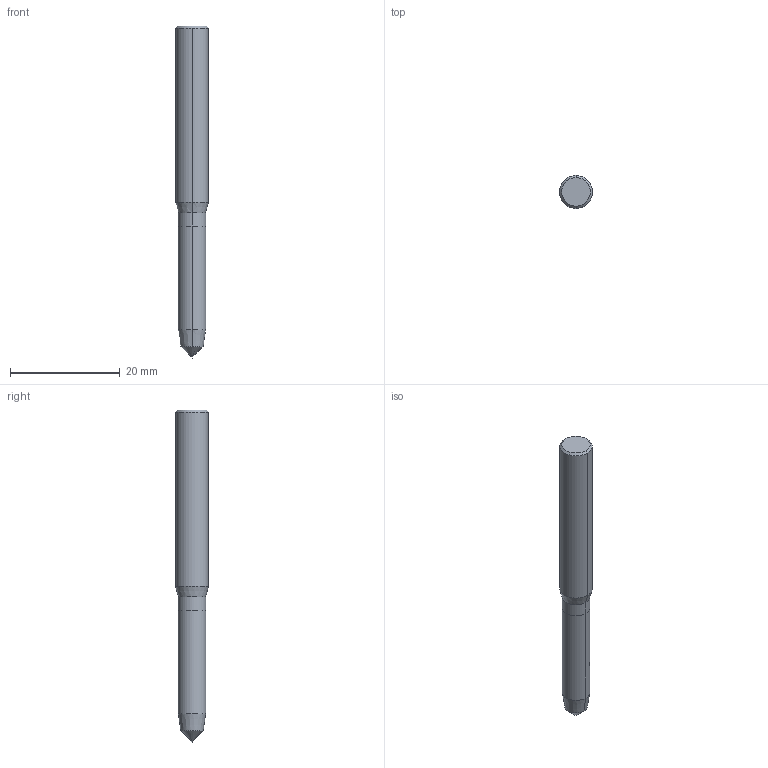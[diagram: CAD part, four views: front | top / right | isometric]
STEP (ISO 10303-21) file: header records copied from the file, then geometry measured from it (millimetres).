
FILE_DESCRIPTION(('no description'),'unknown implementation level');
FILE_NAME('solidJrGZ75Ufe1NfpTtoPvYzGmnF1co_1.STP',' ',('CIMSOURCE GmbH'),('CADClick - KiM GmbH - www.kimweb.de'),'unknown preprocess','ACIS','unknown authorization');
FILE_SCHEMA(('automotive_design'));
Length unit declared in the file: millimetre
Products named in the file (2): 1; 2
Bounding box: 6 x 6 x 60.5 mm (x, y, z)
Volume: 1430.4 mm3; surface area: 1547.1 mm2
Topology: 2 solids, 2 shells, 27 faces, 54 edges, 29 vertices
Faces by surface type: cone 14, cylinder 10, plane 3
Entity records: 1364 total; most frequent: DIRECTION 144, CARTESIAN_POINT 113, STYLED_ITEM 110, PRESENTATION_STYLE_ASSIGNMENT 110, COLOUR_RGB 110, ORIENTED_EDGE 104, AXIS2_PLACEMENT_3D 60, EDGE_CURVE 52
